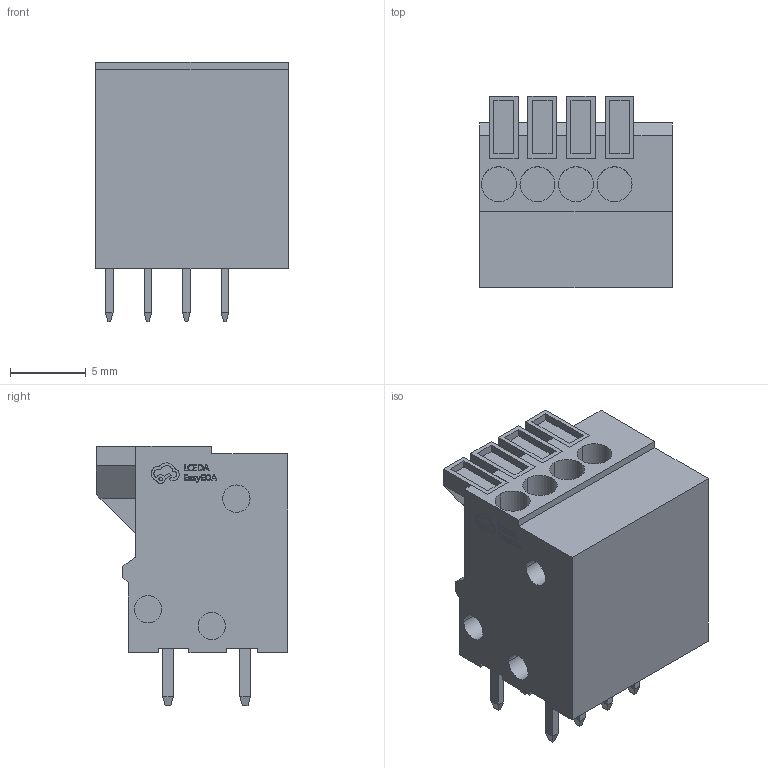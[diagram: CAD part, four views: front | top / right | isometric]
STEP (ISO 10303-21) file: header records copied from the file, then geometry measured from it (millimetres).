
FILE_DESCRIPTION (( 'STEP AP214' ), '1' );
FILE_NAME ('CONN-TH_4P-P2.54_DIBO_DB141V-2.54-4P.step', '2022-07-29T17:20:50', ( '' ), ( '' ), 'SwSTEP 2.0', 'SolidWorks 2020', '' );
FILE_SCHEMA (( 'AUTOMOTIVE_DESIGN' ));
Length unit declared in the file: millimetre
Products named in the file (1): CONN-TH_4P-P2.54_DIBO_DB141V-2.54-4P
Bounding box: 12.7 x 12.6 x 17.1 mm (x, y, z)
Volume: 1649.7 mm3; surface area: 1601.1 mm2
Topology: 18 solids, 27 shells, 519 faces, 1277 edges, 838 vertices
Faces by surface type: plane 375, bspline 112, cylinder 32
Entity records: 22209 total; most frequent: CARTESIAN_POINT 4739, ORIENTED_EDGE 2554, DIRECTION 1929, EDGE_CURVE 1277, LINE 985, VECTOR 985, VERTEX_POINT 838, EDGE_LOOP 557
